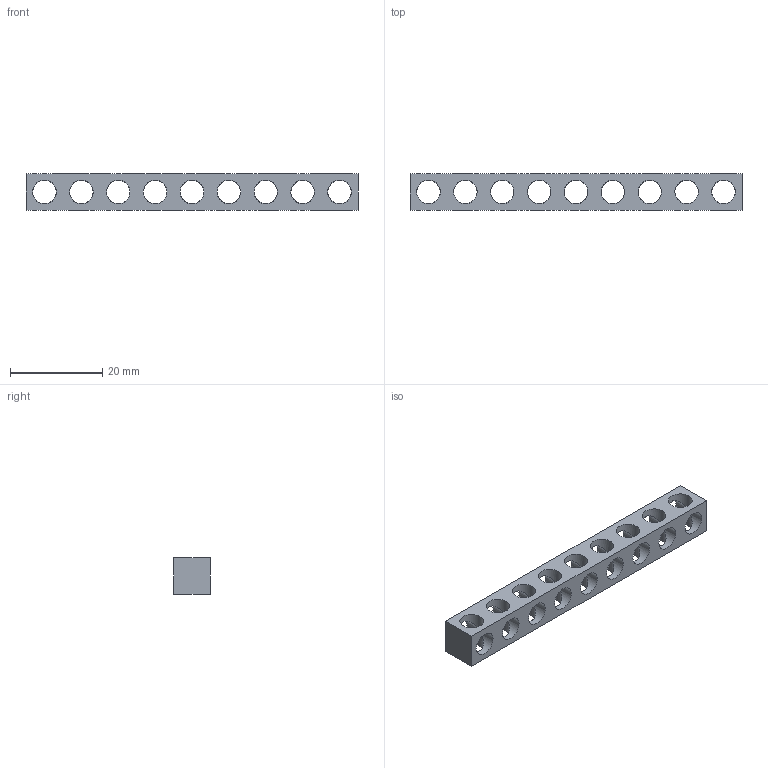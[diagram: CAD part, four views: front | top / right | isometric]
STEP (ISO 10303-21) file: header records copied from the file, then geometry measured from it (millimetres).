
FILE_DESCRIPTION(/* description */ (''),/* implementation_level */ '2;1');
FILE_NAME(/* name */ 'beam-9x1 v1.step',/* time_stamp */ '2021-12-25T17:08:44-05:00',/* author */ (''),/* organization */ (''),/* preprocessor_version */ 'ST-DEVELOPER v18.1',/* originating_system */ 'Autodesk Translation Framework v10.10.0.1391',/* authorisation */ '');
FILE_SCHEMA (('AUTOMOTIVE_DESIGN { 1 0 10303 214 3 1 1 }'));
Length unit declared in the file: millimetre
Products named in the file (1): beam-9x1
Bounding box: 72 x 8 x 8 mm (x, y, z)
Volume: 2462.2 mm3; surface area: 3067.4 mm2
Topology: 1 solids, 1 shells, 42 faces, 138 edges, 80 vertices
Faces by surface type: cylinder 36, plane 6
Full cylindrical faces by diameter (mm): 5.1 x36
Entity records: 1665 total; most frequent: DIRECTION 314, ORIENTED_EDGE 276, CARTESIAN_POINT 261, EDGE_CURVE 138, AXIS2_PLACEMENT_3D 133, VERTEX_POINT 80, EDGE_LOOP 78, ELLIPSE 54
